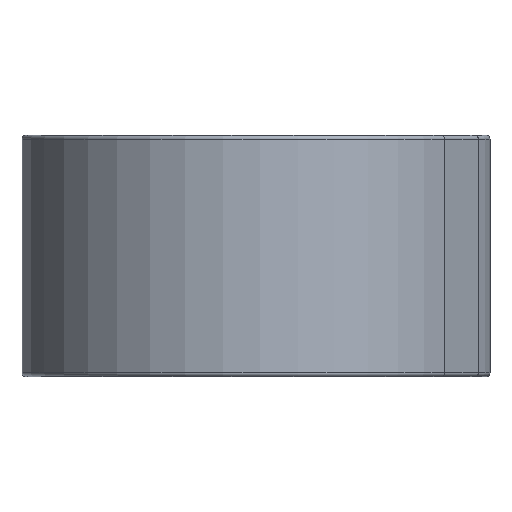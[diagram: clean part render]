
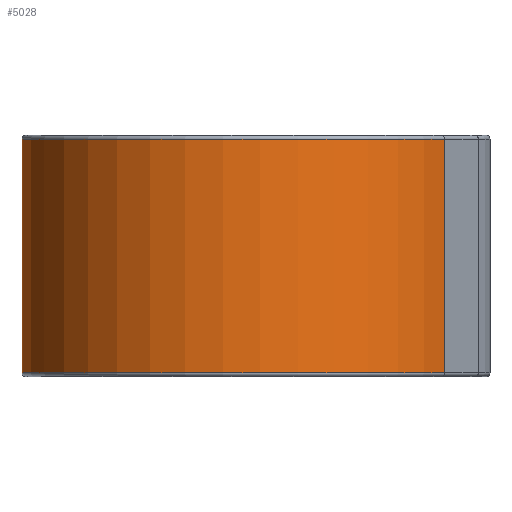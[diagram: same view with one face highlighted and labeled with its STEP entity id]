
A CAD part, left-side view. The second image highlights one B-rep face of the part: STEP entity #5028.
In plain terms, the highlighted cylindrical face has radius 11.85 mm (diameter 23.7 mm), a partial arc.
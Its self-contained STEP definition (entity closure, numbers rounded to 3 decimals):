
#1739=DIRECTION('',(0.,0.,1.));
#1740=VECTOR('',#1739,12.3);
#1741=CARTESIAN_POINT('',(-5.668,-10.407,-6.15));
#1742=LINE('',#1741,#1740);
#1753=CARTESIAN_POINT('',(0.,0.,6.15));
#1754=DIRECTION('',(0.,0.,1.));
#1755=DIRECTION('',(0.782,0.624,0.));
#1756=AXIS2_PLACEMENT_3D('',#1753,#1754,#1755);
#1758=CARTESIAN_POINT('',(0.,0.,-6.15));
#1759=DIRECTION('',(0.,0.,-1.));
#1760=DIRECTION('',(-0.478,-0.878,0.));
#1761=AXIS2_PLACEMENT_3D('',#1758,#1759,#1760);
#1763=DIRECTION('',(0.,0.,1.));
#1764=VECTOR('',#1763,12.3);
#1765=CARTESIAN_POINT('',(9.264,7.389,-6.15));
#1766=LINE('',#1765,#1764);
#2106=CARTESIAN_POINT('',(9.264,7.389,6.15));
#2107=VERTEX_POINT('',#2106);
#2110=CARTESIAN_POINT('',(-5.668,-10.407,6.15));
#2111=VERTEX_POINT('',#2110);
#2146=CARTESIAN_POINT('',(-5.668,-10.407,-6.15));
#2147=VERTEX_POINT('',#2146);
#2150=CARTESIAN_POINT('',(9.264,7.389,-6.15));
#2151=VERTEX_POINT('',#2150);
#5016=CARTESIAN_POINT('',(0.,0.,-6.35));
#5017=DIRECTION('',(0.,0.,1.));
#5018=DIRECTION('',(1.,0.,0.));
#5019=AXIS2_PLACEMENT_3D('',#5016,#5017,#5018);
#5020=CYLINDRICAL_SURFACE('',#5019,11.85);
#5021=ORIENTED_EDGE('',*,*,#5009,.T.);
#5022=ORIENTED_EDGE('',*,*,#4984,.F.);
#5023=ORIENTED_EDGE('',*,*,#2613,.T.);
#5025=ORIENTED_EDGE('',*,*,#5024,.T.);
#5026=EDGE_LOOP('',(#5021,#5022,#5023,#5025));
#5027=FACE_OUTER_BOUND('',#5026,.F.);
#5028=ADVANCED_FACE('',(#5027),#5020,.T.);
#1757=CIRCLE('',#1756,11.85);
#1762=CIRCLE('',#1761,11.85);
#2613=EDGE_CURVE('',#2147,#2151,#1762,.T.);
#4984=EDGE_CURVE('',#2147,#2111,#1742,.T.);
#5009=EDGE_CURVE('',#2107,#2111,#1757,.T.);
#5024=EDGE_CURVE('',#2151,#2107,#1766,.T.);
